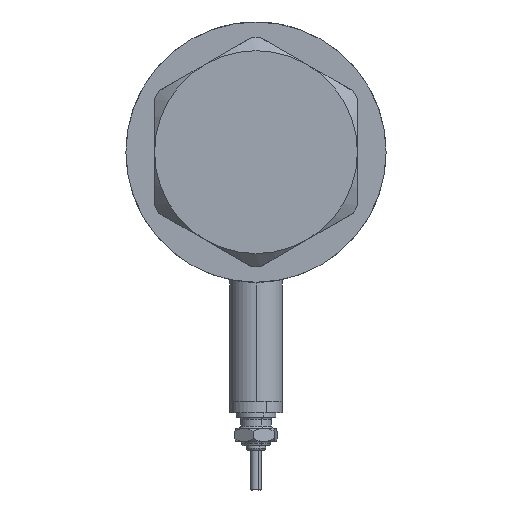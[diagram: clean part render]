
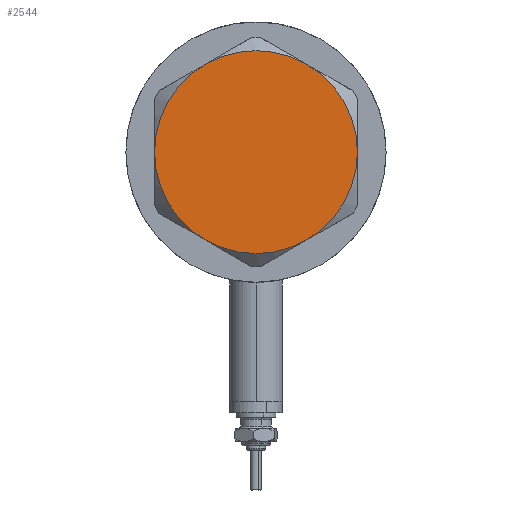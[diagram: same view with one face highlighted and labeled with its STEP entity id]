
A CAD part, left-side view. The second image highlights one B-rep face of the part: STEP entity #2544.
In plain terms, the highlighted face is planar.
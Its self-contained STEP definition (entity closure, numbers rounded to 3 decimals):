
#172 = CARTESIAN_POINT ( 'NONE',  ( 23., 0., 13. ) ) ;
#455 = ORIENTED_EDGE ( 'NONE', *, *, #544, .T. ) ;
#534 = CARTESIAN_POINT ( 'NONE',  ( -23., 0., 13. ) ) ;
#544 = EDGE_CURVE ( 'NONE', #5545, #2557, #1515, .T. ) ;
#651 = CARTESIAN_POINT ( 'NONE',  ( 0., 0., 13. ) ) ;
#655 = AXIS2_PLACEMENT_3D ( 'NONE', #3298, #5179, #2071 ) ;
#953 = AXIS2_PLACEMENT_3D ( 'NONE', #4741, #2447, #4271 ) ;
#1045 = CIRCLE ( 'NONE', #1435, 23. ) ;
#1085 = EDGE_LOOP ( 'NONE', ( #5628, #4325, #4070, #1405, #5832, #455 ) ) ;
#1102 = EDGE_CURVE ( 'NONE', #1384, #5545, #5661, .T. ) ;
#1216 = DIRECTION ( 'NONE',  ( 1., 0., 0. ) ) ;
#1347 = DIRECTION ( 'NONE',  ( 0., 0., 1. ) ) ;
#1384 = VERTEX_POINT ( 'NONE', #534 ) ;
#1405 = ORIENTED_EDGE ( 'NONE', *, *, #2229, .T. ) ;
#1435 = AXIS2_PLACEMENT_3D ( 'NONE', #3610, #1347, #3176 ) ;
#1515 = CIRCLE ( 'NONE', #2863, 23. ) ;
#1601 = VERTEX_POINT ( 'NONE', #172 ) ;
#1916 = FACE_OUTER_BOUND ( 'NONE', #1085, .T. ) ;
#2071 = DIRECTION ( 'NONE',  ( 1., 0., 0. ) ) ;
#2098 = DIRECTION ( 'NONE',  ( 0., 0., 1. ) ) ;
#2229 = EDGE_CURVE ( 'NONE', #5595, #1384, #5285, .T. ) ;
#2431 = DIRECTION ( 'NONE',  ( 0., 0., 1. ) ) ;
#2447 = DIRECTION ( 'NONE',  ( 0., 0., 1. ) ) ;
#2467 = DIRECTION ( 'NONE',  ( 0., 0., 1. ) ) ;
#2476 = DIRECTION ( 'NONE',  ( 1., 0., 0. ) ) ;
#2481 = CARTESIAN_POINT ( 'NONE',  ( 11.5, 19.919, 13. ) ) ;
#2544 = ADVANCED_FACE ( 'NONE', ( #1916 ), #2898, .T. ) ;
#2557 = VERTEX_POINT ( 'NONE', #5233 ) ;
#2863 = AXIS2_PLACEMENT_3D ( 'NONE', #651, #3803, #2476 ) ;
#2898 = PLANE ( 'NONE',  #953 ) ;
#2996 = CARTESIAN_POINT ( 'NONE',  ( 0., 0., 13. ) ) ;
#3106 = CARTESIAN_POINT ( 'NONE',  ( -11.5, -19.919, 13. ) ) ;
#3147 = AXIS2_PLACEMENT_3D ( 'NONE', #4732, #2467, #5810 ) ;
#3176 = DIRECTION ( 'NONE',  ( 1., 0., 0. ) ) ;
#3199 = EDGE_CURVE ( 'NONE', #2557, #1601, #4212, .T. ) ;
#3298 = CARTESIAN_POINT ( 'NONE',  ( 0., 0., 13. ) ) ;
#3337 = AXIS2_PLACEMENT_3D ( 'NONE', #2996, #2098, #1216 ) ;
#3469 = EDGE_CURVE ( 'NONE', #5174, #5595, #1045, .T. ) ;
#3610 = CARTESIAN_POINT ( 'NONE',  ( 0., 0., 13. ) ) ;
#3790 = CARTESIAN_POINT ( 'NONE',  ( 0., 0., 13. ) ) ;
#3803 = DIRECTION ( 'NONE',  ( 0., 0., 1. ) ) ;
#4017 = CIRCLE ( 'NONE', #3147, 23. ) ;
#4070 = ORIENTED_EDGE ( 'NONE', *, *, #3469, .T. ) ;
#4119 = EDGE_CURVE ( 'NONE', #1601, #5174, #4017, .T. ) ;
#4212 = CIRCLE ( 'NONE', #4901, 23. ) ;
#4271 = DIRECTION ( 'NONE',  ( 1., 0., 0. ) ) ;
#4325 = ORIENTED_EDGE ( 'NONE', *, *, #4119, .T. ) ;
#4732 = CARTESIAN_POINT ( 'NONE',  ( 0., 0., 13. ) ) ;
#4741 = CARTESIAN_POINT ( 'NONE',  ( 0., 0., 13. ) ) ;
#4901 = AXIS2_PLACEMENT_3D ( 'NONE', #3790, #2431, #5686 ) ;
#5174 = VERTEX_POINT ( 'NONE', #2481 ) ;
#5179 = DIRECTION ( 'NONE',  ( 0., 0., 1. ) ) ;
#5233 = CARTESIAN_POINT ( 'NONE',  ( 11.5, -19.919, 13. ) ) ;
#5285 = CIRCLE ( 'NONE', #3337, 23. ) ;
#5465 = CARTESIAN_POINT ( 'NONE',  ( -11.5, 19.919, 13. ) ) ;
#5545 = VERTEX_POINT ( 'NONE', #3106 ) ;
#5595 = VERTEX_POINT ( 'NONE', #5465 ) ;
#5628 = ORIENTED_EDGE ( 'NONE', *, *, #3199, .T. ) ;
#5661 = CIRCLE ( 'NONE', #655, 23. ) ;
#5686 = DIRECTION ( 'NONE',  ( 1., 0., 0. ) ) ;
#5810 = DIRECTION ( 'NONE',  ( 1., 0., 0. ) ) ;
#5832 = ORIENTED_EDGE ( 'NONE', *, *, #1102, .T. ) ;
